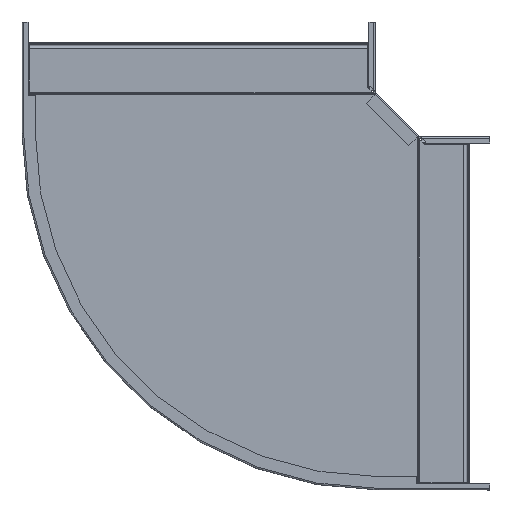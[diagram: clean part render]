
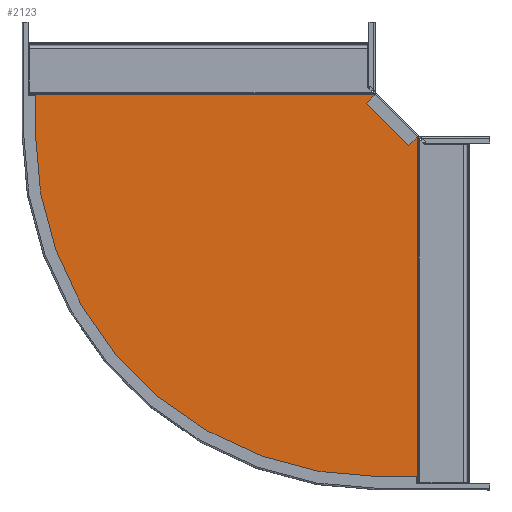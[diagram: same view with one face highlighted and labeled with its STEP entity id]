
A CAD part, front view. The second image highlights one B-rep face of the part: STEP entity #2123.
In plain terms, the highlighted planar face has unit normal (0, -1, 0).
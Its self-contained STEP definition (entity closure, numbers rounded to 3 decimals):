
#161 = EDGE_CURVE ( 'NONE', #4946, #2789, #4755, .T. ) ;
#219 = VECTOR ( 'NONE', #2241, 1000. ) ;
#235 = LINE ( 'NONE', #5301, #219 ) ;
#249 = LINE ( 'NONE', #1557, #800 ) ;
#268 = EDGE_CURVE ( 'NONE', #5164, #3575, #375, .T. ) ;
#339 = CARTESIAN_POINT ( 'NONE',  ( -417.912, -1., -19.662 ) ) ;
#366 = AXIS2_PLACEMENT_3D ( 'NONE', #4014, #3591, #1448 ) ;
#375 = LINE ( 'NONE', #4653, #3021 ) ;
#402 = CARTESIAN_POINT ( 'NONE',  ( 24.048, -1., -411.412 ) ) ;
#546 = CARTESIAN_POINT ( 'NONE',  ( 75.912, -1., -411.412 ) ) ;
#654 = EDGE_CURVE ( 'NONE', #3575, #5477, #249, .T. ) ;
#671 = FACE_OUTER_BOUND ( 'NONE', #2390, .T. ) ;
#690 = CARTESIAN_POINT ( 'NONE',  ( -411.412, -1., 24.048 ) ) ;
#800 = VECTOR ( 'NONE', #5315, 1000. ) ;
#841 = VERTEX_POINT ( 'NONE', #5055 ) ;
#1120 = EDGE_CURVE ( 'NONE', #4667, #2459, #3947, .T. ) ;
#1365 = ORIENTED_EDGE ( 'NONE', *, *, #1120, .F. ) ;
#1448 = DIRECTION ( 'NONE',  ( 0., 0., -1. ) ) ;
#1482 = VECTOR ( 'NONE', #1611, 1000. ) ;
#1523 = DIRECTION ( 'NONE',  ( 0., 0., -1. ) ) ;
#1557 = CARTESIAN_POINT ( 'NONE',  ( -411.412, -1., 75.912 ) ) ;
#1611 = DIRECTION ( 'NONE',  ( 0., 0., 1. ) ) ;
#1621 = VECTOR ( 'NONE', #1991, 1000. ) ;
#1710 = CARTESIAN_POINT ( 'NONE',  ( -19.662, -1., -417.912 ) ) ;
#1734 = VERTEX_POINT ( 'NONE', #1740 ) ;
#1740 = CARTESIAN_POINT ( 'NONE',  ( 23.412, -1., -417.912 ) ) ;
#1988 = EDGE_CURVE ( 'NONE', #5477, #3952, #5191, .T. ) ;
#1991 = DIRECTION ( 'NONE',  ( 1., 0., 0. ) ) ;
#2081 = CARTESIAN_POINT ( 'NONE',  ( -411.412, -1., 23.412 ) ) ;
#2082 = LINE ( 'NONE', #4202, #1621 ) ;
#2123 = ADVANCED_FACE ( 'NONE', ( #671 ), #2354, .T. ) ;
#2125 = LINE ( 'NONE', #2888, #4295 ) ;
#2129 = CARTESIAN_POINT ( 'NONE',  ( 24.048, -1., -19.662 ) ) ;
#2188 = CARTESIAN_POINT ( 'NONE',  ( -417.912, -1., 23.412 ) ) ;
#2234 = CARTESIAN_POINT ( 'NONE',  ( -417.912, -1., -19.662 ) ) ;
#2241 = DIRECTION ( 'NONE',  ( 0.707, 0., -0.707 ) ) ;
#2259 = DIRECTION ( 'NONE',  ( -1., 0., 0. ) ) ;
#2309 = VECTOR ( 'NONE', #2659, 1000. ) ;
#2354 = PLANE ( 'NONE',  #2675 ) ;
#2390 = EDGE_LOOP ( 'NONE', ( #4179, #3772, #3646, #4587, #2804, #1365, #2498, #4856, #3994, #3182 ) ) ;
#2459 = VERTEX_POINT ( 'NONE', #2234 ) ;
#2498 = ORIENTED_EDGE ( 'NONE', *, *, #4233, .T. ) ;
#2550 = EDGE_CURVE ( 'NONE', #2789, #841, #4873, .T. ) ;
#2564 = CARTESIAN_POINT ( 'NONE',  ( 24.048, -1., -24.048 ) ) ;
#2566 = VECTOR ( 'NONE', #3079, 1000. ) ;
#2571 = DIRECTION ( 'NONE',  ( 0., 0., -1. ) ) ;
#2659 = DIRECTION ( 'NONE',  ( -1., 0., 0. ) ) ;
#2675 = AXIS2_PLACEMENT_3D ( 'NONE', #4093, #5361, #1523 ) ;
#2789 = VERTEX_POINT ( 'NONE', #402 ) ;
#2804 = ORIENTED_EDGE ( 'NONE', *, *, #4992, .F. ) ;
#2888 = CARTESIAN_POINT ( 'NONE',  ( 23.412, -1., -417.912 ) ) ;
#3021 = VECTOR ( 'NONE', #5517, 1000. ) ;
#3079 = DIRECTION ( 'NONE',  ( 0., 0., -1. ) ) ;
#3090 = VECTOR ( 'NONE', #2259, 1000. ) ;
#3182 = ORIENTED_EDGE ( 'NONE', *, *, #161, .F. ) ;
#3200 = EDGE_CURVE ( 'NONE', #841, #1734, #2125, .T. ) ;
#3575 = VERTEX_POINT ( 'NONE', #690 ) ;
#3591 = DIRECTION ( 'NONE',  ( 0., 1., 0. ) ) ;
#3646 = ORIENTED_EDGE ( 'NONE', *, *, #654, .T. ) ;
#3772 = ORIENTED_EDGE ( 'NONE', *, *, #268, .T. ) ;
#3947 = CIRCLE ( 'NONE', #366, 398.25 ) ;
#3952 = VERTEX_POINT ( 'NONE', #4525 ) ;
#3994 = ORIENTED_EDGE ( 'NONE', *, *, #2550, .F. ) ;
#4014 = CARTESIAN_POINT ( 'NONE',  ( -19.662, -1., -19.662 ) ) ;
#4093 = CARTESIAN_POINT ( 'NONE',  ( -19.662, -1., -19.662 ) ) ;
#4179 = ORIENTED_EDGE ( 'NONE', *, *, #4531, .F. ) ;
#4182 = LINE ( 'NONE', #339, #1482 ) ;
#4202 = CARTESIAN_POINT ( 'NONE',  ( -19.662, -1., -417.912 ) ) ;
#4233 = EDGE_CURVE ( 'NONE', #4667, #1734, #2082, .T. ) ;
#4295 = VECTOR ( 'NONE', #2571, 1000. ) ;
#4473 = CARTESIAN_POINT ( 'NONE',  ( -24.048, -1., 24.048 ) ) ;
#4525 = CARTESIAN_POINT ( 'NONE',  ( -417.912, -1., 23.412 ) ) ;
#4531 = EDGE_CURVE ( 'NONE', #5164, #4946, #235, .T. ) ;
#4587 = ORIENTED_EDGE ( 'NONE', *, *, #1988, .T. ) ;
#4653 = CARTESIAN_POINT ( 'NONE',  ( -19.662, -1., 24.048 ) ) ;
#4667 = VERTEX_POINT ( 'NONE', #1710 ) ;
#4755 = LINE ( 'NONE', #2129, #2566 ) ;
#4856 = ORIENTED_EDGE ( 'NONE', *, *, #3200, .F. ) ;
#4873 = LINE ( 'NONE', #546, #3090 ) ;
#4946 = VERTEX_POINT ( 'NONE', #2564 ) ;
#4992 = EDGE_CURVE ( 'NONE', #2459, #3952, #4182, .T. ) ;
#5055 = CARTESIAN_POINT ( 'NONE',  ( 23.412, -1., -411.412 ) ) ;
#5164 = VERTEX_POINT ( 'NONE', #4473 ) ;
#5191 = LINE ( 'NONE', #2188, #2309 ) ;
#5301 = CARTESIAN_POINT ( 'NONE',  ( -12.021, -1., 12.021 ) ) ;
#5315 = DIRECTION ( 'NONE',  ( 0., 0., -1. ) ) ;
#5361 = DIRECTION ( 'NONE',  ( 0., -1., 0. ) ) ;
#5477 = VERTEX_POINT ( 'NONE', #2081 ) ;
#5517 = DIRECTION ( 'NONE',  ( -1., 0., 0. ) ) ;
